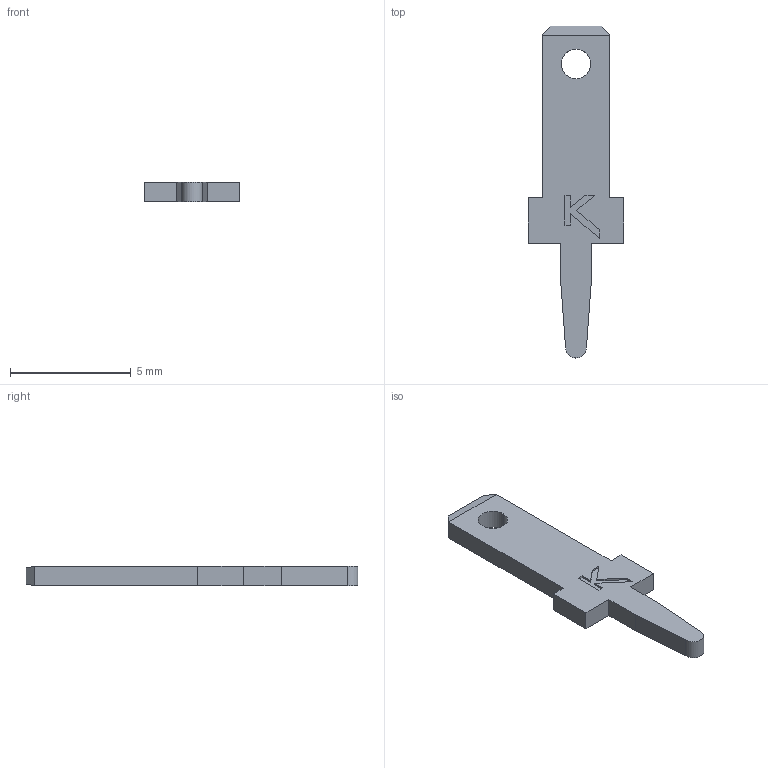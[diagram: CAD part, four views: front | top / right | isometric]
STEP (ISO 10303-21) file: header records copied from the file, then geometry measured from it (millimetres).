
FILE_DESCRIPTION (( 'STEP AP214' ), '1' );
FILE_NAME ('1211_rev.C.STEP', '2012-08-21T13:45:58', ( 'Richard Maletta' ), ( '' ), 'SwSTEP 2.0', 'SolidWorks 2009', '' );
FILE_SCHEMA (( 'AUTOMOTIVE_DESIGN' ));
Length unit declared in the file: inch
Products named in the file (1): 1211_rev.C
Bounding box: 3.96 x 13.77 x 0.81 mm (x, y, z)
Volume: 25.3 mm3; surface area: 93.9 mm2
Topology: 1 solids, 1 shells, 34 faces, 93 edges, 62 vertices
Faces by surface type: plane 31, cylinder 3
Entity records: 1107 total; most frequent: CARTESIAN_POINT 190, ORIENTED_EDGE 186, DIRECTION 169, EDGE_CURVE 93, VECTOR 87, LINE 87, VERTEX_POINT 62, AXIS2_PLACEMENT_3D 41
